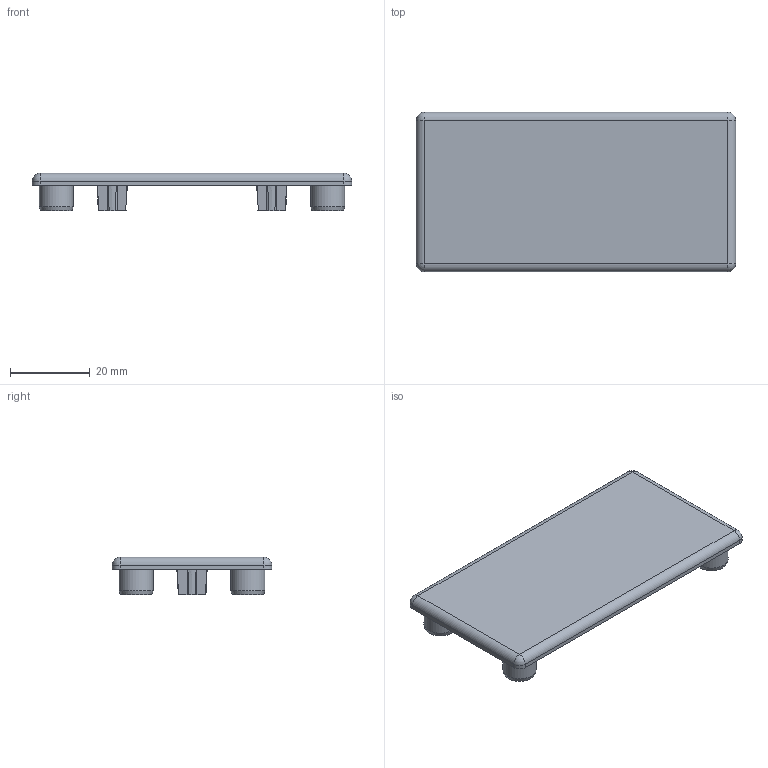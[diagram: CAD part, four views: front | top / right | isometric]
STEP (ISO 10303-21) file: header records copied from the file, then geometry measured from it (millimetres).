
FILE_DESCRIPTION(/* description */ ('TAPPO 40x80 NERO'),/* implementation_level */ '2;1');
FILE_NAME(/* name */ 'DTPTR0000044.stp',/* time_stamp */ '2018-11-08T14:17:47+01:00',/* author */ ('fzagni'),/* organization */ (''),/* preprocessor_version */ 'ST-DEVELOPER v16.1',/* originating_system */ 'Autodesk Inventor 2016',/* authorisation */ '');
FILE_SCHEMA (('AUTOMOTIVE_DESIGN { 1 0 10303 214 3 1 1 }'));
Length unit declared in the file: millimetre
Products named in the file (1): DTPTR0000044
Bounding box: 80 x 40 x 9.5 mm (x, y, z)
Volume: 10280.8 mm3; surface area: 8437.8 mm2
Topology: 1 solids, 1 shells, 72 faces, 164 edges, 104 vertices
Faces by surface type: plane 32, cone 20, cylinder 16, sphere 4
Full cylindrical faces by diameter (mm): 6.5 x4, 8.5 x4
Entity records: 1976 total; most frequent: CARTESIAN_POINT 361, DIRECTION 350, ORIENTED_EDGE 304, EDGE_CURVE 152, AXIS2_PLACEMENT_3D 141, VERTEX_POINT 104, EDGE_LOOP 94, FACE_OUTER_BOUND 72
